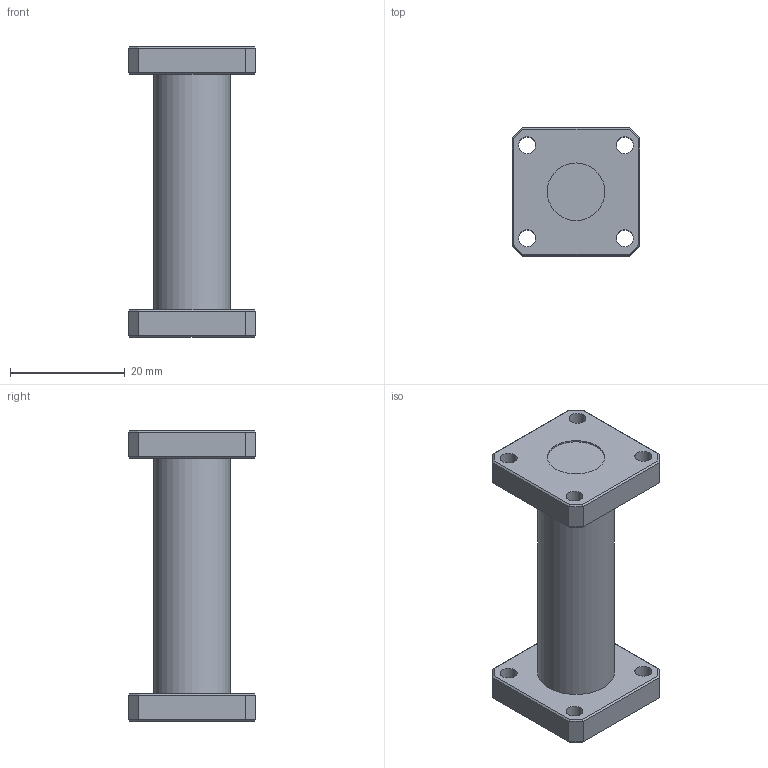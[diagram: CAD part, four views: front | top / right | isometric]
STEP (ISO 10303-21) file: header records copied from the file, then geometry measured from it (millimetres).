
FILE_DESCRIPTION (( 'STEP AP203' ), '1' );
FILE_NAME ('SAS-233-39642-F1.STEP', '2018-11-06T18:56:51', ( '' ), ( '' ), 'SwSTEP 2.0', 'SolidWorks 2016', '' );
FILE_SCHEMA (( 'CONFIG_CONTROL_DESIGN' ));
Length unit declared in the file: inch
Products named in the file (1): SAS-233-39642-F1
Bounding box: 22.35 x 22.35 x 50.8 mm (x, y, z)
Volume: 10303.5 mm3; surface area: 4464.7 mm2
Topology: 1 solids, 1 shells, 65 faces, 145 edges, 86 vertices
Faces by surface type: plane 54, cylinder 11
Full cylindrical faces by diameter (mm): 2.946 x8, 10.058 x2, 13.462 x1
Entity records: 1801 total; most frequent: DIRECTION 288, CARTESIAN_POINT 286, ORIENTED_EDGE 268, EDGE_CURVE 134, LINE 112, VECTOR 112, EDGE_LOOP 96, AXIS2_PLACEMENT_3D 88
